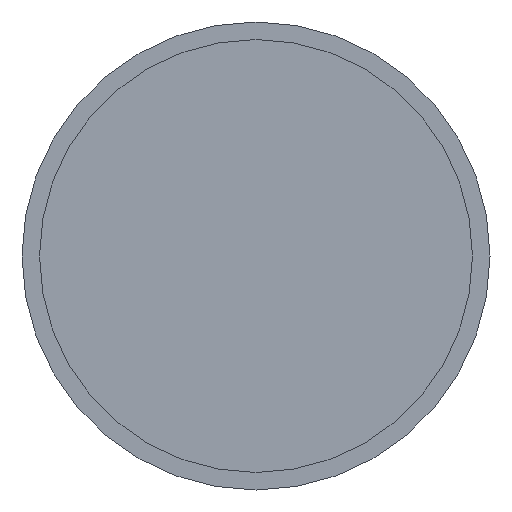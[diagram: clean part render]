
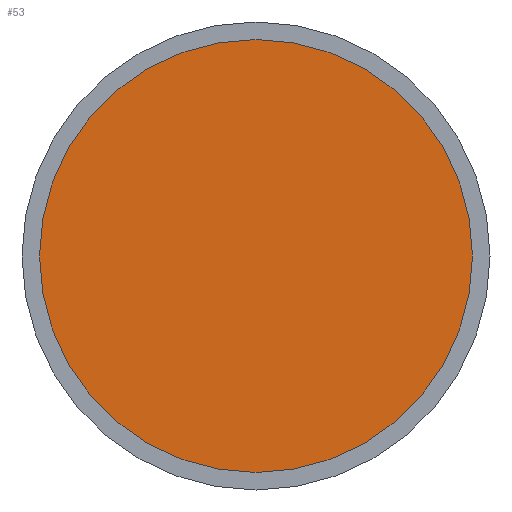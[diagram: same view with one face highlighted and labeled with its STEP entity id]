
A CAD part, front view. The second image highlights one B-rep face of the part: STEP entity #53.
In plain terms, the highlighted planar face has unit normal (0, -1, 0).
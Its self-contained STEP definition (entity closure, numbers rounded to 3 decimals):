
#53 = ADVANCED_FACE( '', ( #117 ), #118, .F. );
#117 = FACE_OUTER_BOUND( '', #200, .T. );
#118 = PLANE( '', #201 );
#200 = EDGE_LOOP( '', ( #326 ) );
#201 = AXIS2_PLACEMENT_3D( '', #327, #328, #329 );
#326 = ORIENTED_EDGE( '', *, *, #452, .T. );
#327 = CARTESIAN_POINT( '', ( 46.25, -3., 0. ) );
#328 = DIRECTION( '', ( 0., 1., 0. ) );
#329 = DIRECTION( '', ( 0., 0., 1. ) );
#452 = EDGE_CURVE( '', #512, #512, #513, .T. );
#512 = VERTEX_POINT( '', #591 );
#513 = CIRCLE( '', #592, 46.25 );
#591 = CARTESIAN_POINT( '', ( 0., -3., -46.25 ) );
#592 = AXIS2_PLACEMENT_3D( '', #663, #664, #665 );
#663 = CARTESIAN_POINT( '', ( 0., -3., 0. ) );
#664 = DIRECTION( '', ( 0., -1., 0. ) );
#665 = DIRECTION( '', ( 0., 0., -1. ) );
